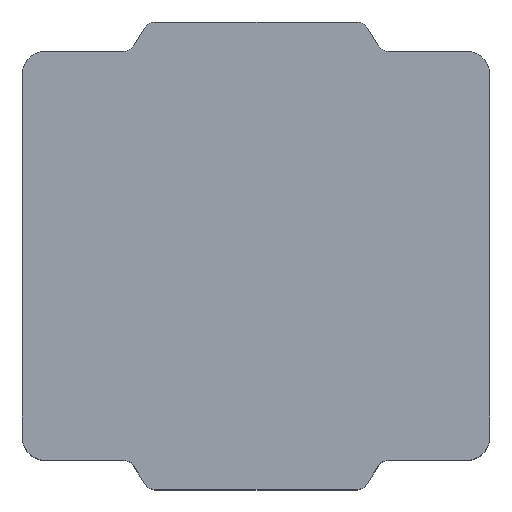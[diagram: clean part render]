
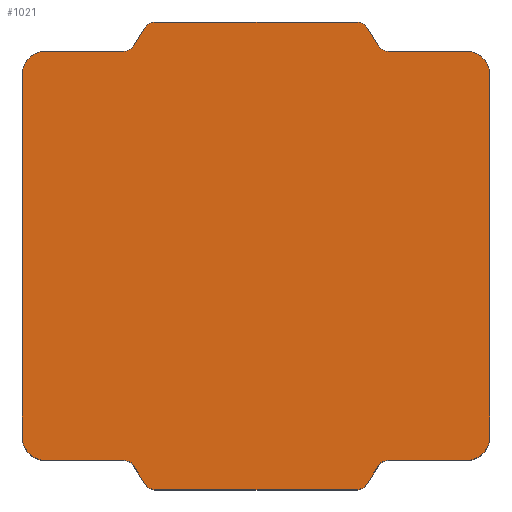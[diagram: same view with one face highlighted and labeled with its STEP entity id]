
A CAD part, top view. The second image highlights one B-rep face of the part: STEP entity #1021.
In plain terms, the highlighted planar face has unit normal (0, 0, 1).
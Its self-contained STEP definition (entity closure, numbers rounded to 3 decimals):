
#48=PLANE('',#1142);
#103=FACE_OUTER_BOUND('',#158,.T.);
#158=EDGE_LOOP('',(#918,#919,#920,#921,#922,#923,#924,#925,#926,#927,#928,
#929,#930,#931,#932,#933,#934,#935,#936,#937,#938,#939,#940,#941));
#212=LINE('',#1621,#309);
#216=LINE('',#1633,#313);
#229=LINE('',#1681,#326);
#232=LINE('',#1689,#329);
#236=LINE('',#1699,#333);
#239=LINE('',#1707,#336);
#242=LINE('',#1715,#339);
#245=LINE('',#1723,#342);
#248=LINE('',#1732,#345);
#252=LINE('',#1743,#349);
#254=LINE('',#1749,#351);
#255=LINE('',#1751,#352);
#309=VECTOR('',#1316,10.);
#313=VECTOR('',#1328,10.);
#326=VECTOR('',#1369,10.);
#329=VECTOR('',#1378,10.);
#333=VECTOR('',#1388,10.);
#336=VECTOR('',#1397,10.);
#339=VECTOR('',#1406,10.);
#342=VECTOR('',#1415,10.);
#345=VECTOR('',#1424,10.);
#349=VECTOR('',#1438,10.);
#351=VECTOR('',#1446,10.);
#352=VECTOR('',#1449,10.);
#380=CIRCLE('',#1095,0.1);
#381=CIRCLE('',#1098,0.1);
#393=CIRCLE('',#1113,0.1);
#394=CIRCLE('',#1116,0.1);
#395=CIRCLE('',#1119,0.1);
#396=CIRCLE('',#1122,0.1);
#397=CIRCLE('',#1125,0.1);
#398=CIRCLE('',#1128,0.1);
#399=CIRCLE('',#1131,0.2);
#400=CIRCLE('',#1134,0.2);
#401=CIRCLE('',#1136,0.2);
#402=CIRCLE('',#1139,0.2);
#455=VERTEX_POINT('',#1611);
#456=VERTEX_POINT('',#1613);
#458=VERTEX_POINT('',#1619);
#459=VERTEX_POINT('',#1623);
#462=VERTEX_POINT('',#1631);
#482=VERTEX_POINT('',#1675);
#483=VERTEX_POINT('',#1679);
#484=VERTEX_POINT('',#1683);
#485=VERTEX_POINT('',#1687);
#486=VERTEX_POINT('',#1691);
#487=VERTEX_POINT('',#1693);
#488=VERTEX_POINT('',#1697);
#489=VERTEX_POINT('',#1701);
#490=VERTEX_POINT('',#1705);
#491=VERTEX_POINT('',#1709);
#492=VERTEX_POINT('',#1713);
#493=VERTEX_POINT('',#1717);
#494=VERTEX_POINT('',#1721);
#495=VERTEX_POINT('',#1725);
#496=VERTEX_POINT('',#1726);
#497=VERTEX_POINT('',#1731);
#498=VERTEX_POINT('',#1737);
#499=VERTEX_POINT('',#1741);
#500=VERTEX_POINT('',#1745);
#578=EDGE_CURVE('',#455,#456,#380,.T.);
#582=EDGE_CURVE('',#458,#455,#212,.T.);
#583=EDGE_CURVE('',#459,#458,#381,.T.);
#588=EDGE_CURVE('',#462,#459,#216,.T.);
#609=EDGE_CURVE('',#482,#462,#393,.T.);
#612=EDGE_CURVE('',#482,#483,#229,.T.);
#614=EDGE_CURVE('',#484,#483,#394,.T.);
#616=EDGE_CURVE('',#484,#485,#232,.T.);
#618=EDGE_CURVE('',#486,#487,#395,.T.);
#621=EDGE_CURVE('',#488,#486,#236,.T.);
#622=EDGE_CURVE('',#489,#488,#396,.T.);
#625=EDGE_CURVE('',#490,#489,#239,.T.);
#626=EDGE_CURVE('',#491,#490,#397,.T.);
#629=EDGE_CURVE('',#491,#492,#242,.T.);
#631=EDGE_CURVE('',#493,#492,#398,.T.);
#633=EDGE_CURVE('',#493,#494,#245,.T.);
#634=EDGE_CURVE('',#495,#496,#399,.T.);
#637=EDGE_CURVE('',#496,#497,#248,.T.);
#639=EDGE_CURVE('',#497,#494,#400,.T.);
#640=EDGE_CURVE('',#498,#485,#401,.T.);
#643=EDGE_CURVE('',#498,#499,#252,.T.);
#644=EDGE_CURVE('',#500,#499,#402,.T.);
#646=EDGE_CURVE('',#456,#495,#254,.T.);
#647=EDGE_CURVE('',#487,#500,#255,.T.);
#918=ORIENTED_EDGE('',*,*,#583,.F.);
#919=ORIENTED_EDGE('',*,*,#588,.F.);
#920=ORIENTED_EDGE('',*,*,#609,.F.);
#921=ORIENTED_EDGE('',*,*,#612,.T.);
#922=ORIENTED_EDGE('',*,*,#614,.F.);
#923=ORIENTED_EDGE('',*,*,#616,.T.);
#924=ORIENTED_EDGE('',*,*,#640,.F.);
#925=ORIENTED_EDGE('',*,*,#643,.T.);
#926=ORIENTED_EDGE('',*,*,#644,.F.);
#927=ORIENTED_EDGE('',*,*,#647,.F.);
#928=ORIENTED_EDGE('',*,*,#618,.F.);
#929=ORIENTED_EDGE('',*,*,#621,.F.);
#930=ORIENTED_EDGE('',*,*,#622,.F.);
#931=ORIENTED_EDGE('',*,*,#625,.F.);
#932=ORIENTED_EDGE('',*,*,#626,.F.);
#933=ORIENTED_EDGE('',*,*,#629,.T.);
#934=ORIENTED_EDGE('',*,*,#631,.F.);
#935=ORIENTED_EDGE('',*,*,#633,.T.);
#936=ORIENTED_EDGE('',*,*,#639,.F.);
#937=ORIENTED_EDGE('',*,*,#637,.F.);
#938=ORIENTED_EDGE('',*,*,#634,.F.);
#939=ORIENTED_EDGE('',*,*,#646,.F.);
#940=ORIENTED_EDGE('',*,*,#578,.F.);
#941=ORIENTED_EDGE('',*,*,#582,.F.);
#1021=ADVANCED_FACE('',(#103),#48,.T.);
#1095=AXIS2_PLACEMENT_3D('',#1614,#1309,#1310);
#1098=AXIS2_PLACEMENT_3D('',#1624,#1319,#1320);
#1113=AXIS2_PLACEMENT_3D('',#1676,#1363,#1364);
#1116=AXIS2_PLACEMENT_3D('',#1685,#1373,#1374);
#1119=AXIS2_PLACEMENT_3D('',#1694,#1382,#1383);
#1122=AXIS2_PLACEMENT_3D('',#1702,#1391,#1392);
#1125=AXIS2_PLACEMENT_3D('',#1710,#1400,#1401);
#1128=AXIS2_PLACEMENT_3D('',#1719,#1410,#1411);
#1131=AXIS2_PLACEMENT_3D('',#1727,#1418,#1419);
#1134=AXIS2_PLACEMENT_3D('',#1735,#1428,#1429);
#1136=AXIS2_PLACEMENT_3D('',#1738,#1432,#1433);
#1139=AXIS2_PLACEMENT_3D('',#1746,#1441,#1442);
#1142=AXIS2_PLACEMENT_3D('',#1752,#1450,#1451);
#1309=DIRECTION('center_axis',(0.,0.,1.));
#1310=DIRECTION('ref_axis',(-0.485,-0.875,0.));
#1316=DIRECTION('',(0.53,-0.848,0.));
#1319=DIRECTION('center_axis',(0.,0.,-1.));
#1320=DIRECTION('ref_axis',(0.485,0.875,0.));
#1328=DIRECTION('',(1.,0.,0.));
#1363=DIRECTION('center_axis',(0.,0.,-1.));
#1364=DIRECTION('ref_axis',(-0.485,0.875,0.));
#1369=DIRECTION('',(-0.53,-0.848,0.));
#1373=DIRECTION('center_axis',(0.,0.,1.));
#1374=DIRECTION('ref_axis',(0.485,-0.875,0.));
#1378=DIRECTION('',(-1.,0.,0.));
#1382=DIRECTION('center_axis',(0.,0.,1.));
#1383=DIRECTION('ref_axis',(0.485,0.875,0.));
#1388=DIRECTION('',(-0.53,0.848,0.));
#1391=DIRECTION('center_axis',(0.,0.,-1.));
#1392=DIRECTION('ref_axis',(-0.485,-0.875,0.));
#1397=DIRECTION('',(-1.,0.,0.));
#1400=DIRECTION('center_axis',(0.,0.,-1.));
#1401=DIRECTION('ref_axis',(0.485,-0.875,0.));
#1406=DIRECTION('',(0.53,0.848,0.));
#1410=DIRECTION('center_axis',(0.,0.,1.));
#1411=DIRECTION('ref_axis',(-0.485,0.875,0.));
#1415=DIRECTION('',(1.,0.,0.));
#1418=DIRECTION('center_axis',(0.,0.,-1.));
#1419=DIRECTION('ref_axis',(0.707,0.707,0.));
#1424=DIRECTION('',(0.,-1.,0.));
#1428=DIRECTION('center_axis',(0.,0.,-1.));
#1429=DIRECTION('ref_axis',(0.707,-0.707,0.));
#1432=DIRECTION('center_axis',(0.,0.,-1.));
#1433=DIRECTION('ref_axis',(-0.707,0.707,0.));
#1438=DIRECTION('',(0.,-1.,0.));
#1441=DIRECTION('center_axis',(0.,0.,-1.));
#1442=DIRECTION('ref_axis',(-0.707,-0.707,0.));
#1446=DIRECTION('',(1.,0.,0.));
#1449=DIRECTION('',(-1.,0.,0.));
#1450=DIRECTION('center_axis',(0.,0.,1.));
#1451=DIRECTION('ref_axis',(1.,0.,0.));
#1611=CARTESIAN_POINT('',(6.745,1.424,1.8));
#1613=CARTESIAN_POINT('',(6.83,1.377,1.8));
#1614=CARTESIAN_POINT('Origin',(6.83,1.477,1.8));
#1619=CARTESIAN_POINT('',(6.648,1.58,1.8));
#1621=CARTESIAN_POINT('',(6.618,1.627,1.8));
#1623=CARTESIAN_POINT('',(6.563,1.627,1.8));
#1624=CARTESIAN_POINT('Origin',(6.563,1.527,1.8));
#1631=CARTESIAN_POINT('',(4.834,1.627,1.8));
#1633=CARTESIAN_POINT('',(6.498,1.627,1.8));
#1675=CARTESIAN_POINT('',(4.749,1.58,1.8));
#1676=CARTESIAN_POINT('Origin',(4.834,1.527,1.8));
#1679=CARTESIAN_POINT('',(4.652,1.424,1.8));
#1681=CARTESIAN_POINT('',(4.778,1.627,1.8));
#1683=CARTESIAN_POINT('',(4.567,1.377,1.8));
#1685=CARTESIAN_POINT('Origin',(4.567,1.477,1.8));
#1687=CARTESIAN_POINT('',(3.898,1.377,1.8));
#1689=CARTESIAN_POINT('',(3.698,1.377,1.8));
#1691=CARTESIAN_POINT('',(4.652,-2.17,1.8));
#1693=CARTESIAN_POINT('',(4.567,-2.123,1.8));
#1694=CARTESIAN_POINT('Origin',(4.567,-2.223,1.8));
#1697=CARTESIAN_POINT('',(4.749,-2.326,1.8));
#1699=CARTESIAN_POINT('',(4.778,-2.373,1.8));
#1701=CARTESIAN_POINT('',(4.834,-2.373,1.8));
#1702=CARTESIAN_POINT('Origin',(4.834,-2.273,1.8));
#1705=CARTESIAN_POINT('',(6.563,-2.373,1.8));
#1707=CARTESIAN_POINT('',(4.898,-2.373,1.8));
#1709=CARTESIAN_POINT('',(6.648,-2.326,1.8));
#1710=CARTESIAN_POINT('Origin',(6.563,-2.273,1.8));
#1713=CARTESIAN_POINT('',(6.745,-2.17,1.8));
#1715=CARTESIAN_POINT('',(6.618,-2.373,1.8));
#1717=CARTESIAN_POINT('',(6.83,-2.123,1.8));
#1719=CARTESIAN_POINT('Origin',(6.83,-2.223,1.8));
#1721=CARTESIAN_POINT('',(7.498,-2.123,1.8));
#1723=CARTESIAN_POINT('',(7.698,-2.123,1.8));
#1725=CARTESIAN_POINT('',(7.498,1.377,1.8));
#1726=CARTESIAN_POINT('',(7.698,1.177,1.8));
#1727=CARTESIAN_POINT('Origin',(7.498,1.177,1.8));
#1731=CARTESIAN_POINT('',(7.698,-1.923,1.8));
#1732=CARTESIAN_POINT('',(7.698,-2.123,1.8));
#1735=CARTESIAN_POINT('Origin',(7.498,-1.923,1.8));
#1737=CARTESIAN_POINT('',(3.698,1.177,1.8));
#1738=CARTESIAN_POINT('Origin',(3.898,1.177,1.8));
#1741=CARTESIAN_POINT('',(3.698,-1.923,1.8));
#1743=CARTESIAN_POINT('',(3.698,-2.123,1.8));
#1745=CARTESIAN_POINT('',(3.898,-2.123,1.8));
#1746=CARTESIAN_POINT('Origin',(3.898,-1.923,1.8));
#1749=CARTESIAN_POINT('',(7.698,1.377,1.8));
#1751=CARTESIAN_POINT('',(3.698,-2.123,1.8));
#1752=CARTESIAN_POINT('Origin',(4.698,0.627,1.8));
